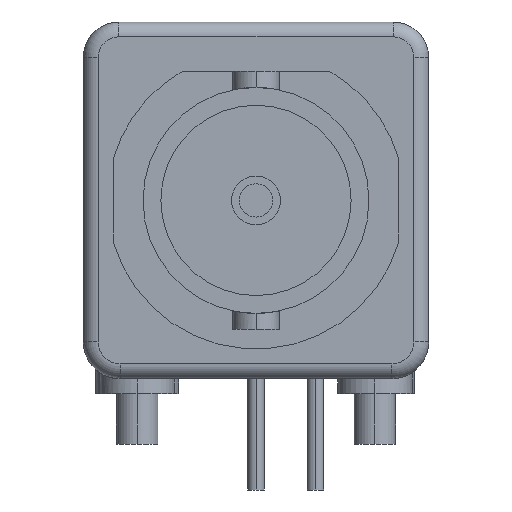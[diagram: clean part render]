
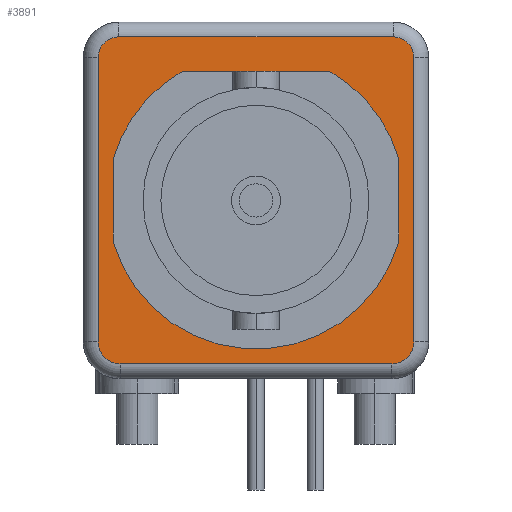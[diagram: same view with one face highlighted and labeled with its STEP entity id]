
A CAD part, front view. The second image highlights one B-rep face of the part: STEP entity #3891.
In plain terms, the highlighted planar face has unit normal (0, -1, 0).
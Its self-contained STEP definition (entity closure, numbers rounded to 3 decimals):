
#1788=CARTESIAN_POINT('',(6.744,-7.747,2.21));
#1789=VERTEX_POINT('',#1788);
#1797=CARTESIAN_POINT('',(5.804,-7.747,1.27));
#1798=VERTEX_POINT('',#1797);
#1799=CARTESIAN_POINT('',(5.804,-7.747,2.21));
#1800=DIRECTION('',(-0.0,1.0,0.0));
#1801=DIRECTION('',(1.0,0.0,0.0));
#1802=AXIS2_PLACEMENT_3D('',#1799,#1800,#1801);
#1803=CIRCLE('',#1802,0.94);
#1804=EDGE_CURVE('n� 2550',#1789,#1798,#1803,.T.);
#2057=CARTESIAN_POINT('',(5.855,-7.747,15.24));
#2058=VERTEX_POINT('',#2057);
#2066=CARTESIAN_POINT('',(6.744,-7.747,14.351));
#2067=VERTEX_POINT('',#2066);
#2068=CARTESIAN_POINT('',(5.855,-7.747,14.351));
#2069=DIRECTION('',(-0.0,1.0,0.0));
#2070=DIRECTION('',(1.0,0.0,0.0));
#2071=AXIS2_PLACEMENT_3D('',#2068,#2069,#2070);
#2072=CIRCLE('',#2071,0.889);
#2073=EDGE_CURVE('n� 2375',#2058,#2067,#2072,.T.);
#2513=CARTESIAN_POINT('',(-6.744,-7.747,14.351));
#2514=VERTEX_POINT('',#2513);
#2522=CARTESIAN_POINT('',(-5.855,-7.747,15.24));
#2523=VERTEX_POINT('',#2522);
#2524=CARTESIAN_POINT('',(-5.855,-7.747,14.351));
#2525=DIRECTION('',(-0.0,1.0,0.0));
#2526=DIRECTION('',(1.0,0.0,0.0));
#2527=AXIS2_PLACEMENT_3D('',#2524,#2525,#2526);
#2528=CIRCLE('',#2527,0.889);
#2529=EDGE_CURVE('n� 1834',#2514,#2523,#2528,.T.);
#2678=CARTESIAN_POINT('',(-5.804,-7.747,1.27));
#2679=VERTEX_POINT('',#2678);
#2687=CARTESIAN_POINT('',(-6.744,-7.747,2.21));
#2688=VERTEX_POINT('',#2687);
#2689=CARTESIAN_POINT('',(-5.804,-7.747,2.21));
#2690=DIRECTION('',(-0.0,1.0,0.0));
#2691=DIRECTION('',(1.0,0.0,0.0));
#2692=AXIS2_PLACEMENT_3D('',#2689,#2690,#2691);
#2693=CIRCLE('',#2692,0.94);
#2694=EDGE_CURVE('n� 1590',#2679,#2688,#2693,.T.);
#3655=CARTESIAN_POINT('',(0.0,-7.747,15.24));
#3656=DIRECTION('',(1.0,-0.0,0.0));
#3657=VECTOR('',#3656,1.0);
#3658=LINE('',#3655,#3657);
#3659=EDGE_CURVE('n� 14',#2523,#2058,#3658,.T.);
#3672=CARTESIAN_POINT('',(6.744,-7.747,8.255));
#3673=DIRECTION('',(0.0,0.0,-1.0));
#3674=VECTOR('',#3673,1.0);
#3675=LINE('',#3672,#3674);
#3676=EDGE_CURVE('n� 22',#2067,#1789,#3675,.T.);
#3689=CARTESIAN_POINT('',(0.0,-7.747,1.27));
#3690=DIRECTION('',(-1.0,0.0,0.0));
#3691=VECTOR('',#3690,1.0);
#3692=LINE('',#3689,#3691);
#3693=EDGE_CURVE('n� 30',#1798,#2679,#3692,.T.);
#3706=CARTESIAN_POINT('',(-6.744,-7.747,8.255));
#3707=DIRECTION('',(0.0,-0.0,1.0));
#3708=VECTOR('',#3707,1.0);
#3709=LINE('',#3706,#3708);
#3710=EDGE_CURVE('n� 37',#2688,#2514,#3709,.T.);
#3721=CARTESIAN_POINT('',(-6.096,-7.747,10.033));
#3722=VERTEX_POINT('',#3721);
#3730=CARTESIAN_POINT('',(-3.153,-7.747,13.767));
#3731=VERTEX_POINT('',#3730);
#3738=CARTESIAN_POINT('',(-0.0,-7.747,8.255));
#3739=DIRECTION('',(0.0,-1.0,-0.0));
#3740=DIRECTION('',(0.0,0.0,-1.0));
#3741=AXIS2_PLACEMENT_3D('',#3738,#3739,#3740);
#3742=CIRCLE('',#3741,6.35);
#3743=EDGE_CURVE('n� 53',#3731,#3722,#3742,.T.);
#3753=CARTESIAN_POINT('',(-6.096,-7.747,6.477));
#3754=VERTEX_POINT('',#3753);
#3755=CARTESIAN_POINT('',(-6.096,-7.747,8.255));
#3756=DIRECTION('',(-0.0,0.0,-1.0));
#3757=VECTOR('',#3756,1.0);
#3758=LINE('',#3755,#3757);
#3759=EDGE_CURVE('n� 57',#3722,#3754,#3758,.T.);
#3778=CARTESIAN_POINT('',(6.096,-7.747,6.477));
#3779=VERTEX_POINT('',#3778);
#3780=CARTESIAN_POINT('',(0.0,-7.747,8.255));
#3781=DIRECTION('',(0.0,-1.0,-0.0));
#3782=DIRECTION('',(0.0,0.0,-1.0));
#3783=AXIS2_PLACEMENT_3D('',#3780,#3781,#3782);
#3784=CIRCLE('',#3783,6.35);
#3785=EDGE_CURVE('n� 61',#3754,#3779,#3784,.T.);
#3802=CARTESIAN_POINT('',(6.096,-7.747,10.033));
#3803=VERTEX_POINT('',#3802);
#3804=CARTESIAN_POINT('',(6.096,-7.747,8.255));
#3805=DIRECTION('',(0.0,-0.0,1.0));
#3806=VECTOR('',#3805,1.0);
#3807=LINE('',#3804,#3806);
#3808=EDGE_CURVE('n� 65',#3779,#3803,#3807,.T.);
#3827=CARTESIAN_POINT('',(3.153,-7.747,13.767));
#3828=VERTEX_POINT('',#3827);
#3829=CARTESIAN_POINT('',(-0.0,-7.747,8.255));
#3830=DIRECTION('',(0.0,-1.0,-0.0));
#3831=DIRECTION('',(0.0,0.0,-1.0));
#3832=AXIS2_PLACEMENT_3D('',#3829,#3830,#3831);
#3833=CIRCLE('',#3832,6.35);
#3834=EDGE_CURVE('n� 69',#3803,#3828,#3833,.T.);
#3851=CARTESIAN_POINT('',(0.0,-7.747,13.767));
#3852=DIRECTION('',(-1.0,0.0,0.0));
#3853=VECTOR('',#3852,1.0);
#3854=LINE('',#3851,#3853);
#3855=EDGE_CURVE('n� 72',#3828,#3731,#3854,.T.);
#3868=ORIENTED_EDGE('',*,*,#3834,.F.);
#3869=ORIENTED_EDGE('',*,*,#3808,.F.);
#3870=ORIENTED_EDGE('',*,*,#3785,.F.);
#3871=ORIENTED_EDGE('',*,*,#3759,.F.);
#3872=ORIENTED_EDGE('',*,*,#3743,.F.);
#3873=ORIENTED_EDGE('',*,*,#3855,.F.);
#3874=EDGE_LOOP('',(#3868,#3869,#3870,#3871,#3872,#3873));
#3875=FACE_OUTER_BOUND('',#3874,.T.);
#3876=ORIENTED_EDGE('',*,*,#2694,.F.);
#3877=ORIENTED_EDGE('',*,*,#3693,.F.);
#3878=ORIENTED_EDGE('',*,*,#1804,.F.);
#3879=ORIENTED_EDGE('',*,*,#3676,.F.);
#3880=ORIENTED_EDGE('',*,*,#2073,.F.);
#3881=ORIENTED_EDGE('',*,*,#3659,.F.);
#3882=ORIENTED_EDGE('',*,*,#2529,.F.);
#3883=ORIENTED_EDGE('',*,*,#3710,.F.);
#3884=EDGE_LOOP('',(#3876,#3877,#3878,#3879,#3880,#3881,#3882,#3883));
#3885=FACE_BOUND('',#3884,.T.);
#3886=CARTESIAN_POINT('',(7.013,-7.747,0.991));
#3887=DIRECTION('',(0.0,1.0,0.0));
#3888=DIRECTION('',(-1.0,-0.0,0.0));
#3889=AXIS2_PLACEMENT_3D('',#3886,#3887,#3888);
#3890=PLANE('',#3889);
#3891=ADVANCED_FACE('n� 2',(#3875,#3885),#3890,.F.);
